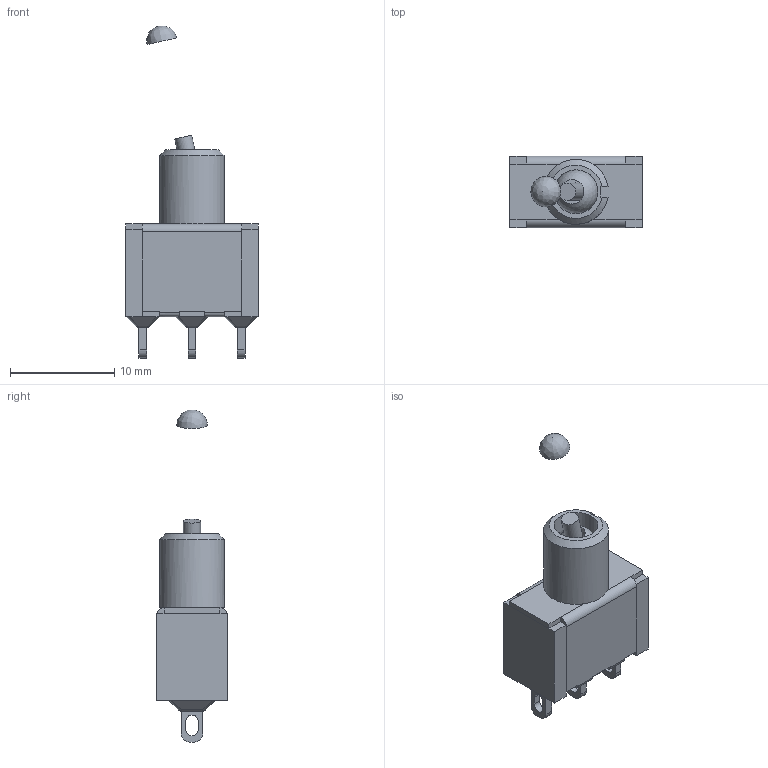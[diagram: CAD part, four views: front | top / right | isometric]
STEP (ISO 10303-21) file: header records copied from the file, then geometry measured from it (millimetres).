
FILE_DESCRIPTION(/* description */ (''),/* implementation_level */ '2;1');
FILE_NAME(/* name */ '100SPxT1B3M1xE.stp',/* time_stamp */ '2023-07-10T08:09:22-05:00',/* author */ ('mwilliams'),/* organization */ (''),/* preprocessor_version */ 'ST-DEVELOPER v18',/* originating_system */ 'Autodesk Inventor 2020',/* authorisation */ '');
FILE_SCHEMA (('AUTOMOTIVE_DESIGN { 1 0 10303 214 3 1 1 }'));
Length unit declared in the file: inch
Products named in the file (1): 000023843_Shrinkwrap_1
Bounding box: 12.7 x 6.86 x 31.81 mm (x, y, z)
Volume: 1017.6 mm3; surface area: 1052.9 mm2
Topology: 1 solids, 5 shells, 220 faces, 556 edges, 332 vertices
Faces by surface type: plane 152, cylinder 50, sphere 14, cone 3, bspline 1
Full cylindrical faces by diameter (mm): 1.65 x1, 4.2 x2
Entity records: 6783 total; most frequent: CARTESIAN_POINT 1175, DIRECTION 1119, ORIENTED_EDGE 1088, EDGE_CURVE 544, LINE 403, VECTOR 403, AXIS2_PLACEMENT_3D 358, VERTEX_POINT 332
